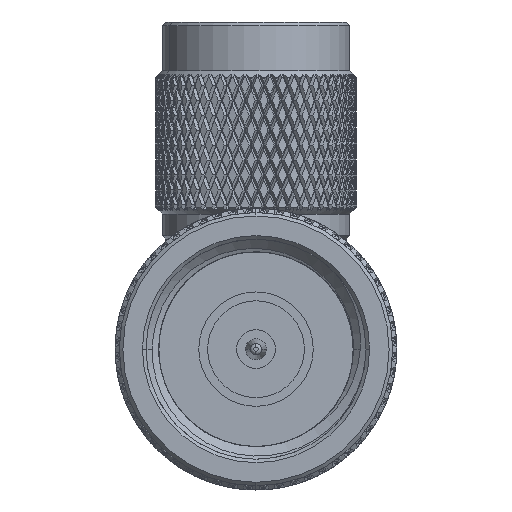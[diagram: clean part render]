
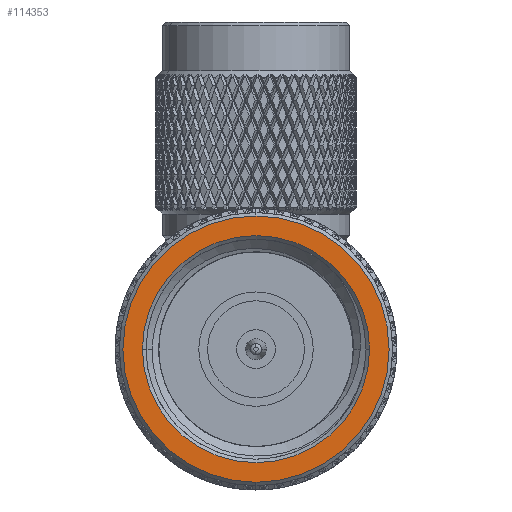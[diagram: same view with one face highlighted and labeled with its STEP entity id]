
A CAD part, left-side view. The second image highlights one B-rep face of the part: STEP entity #114353.
In plain terms, the highlighted planar face has unit normal (-1, 0, 0).
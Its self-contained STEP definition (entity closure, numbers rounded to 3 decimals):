
#3586 = CARTESIAN_POINT ( 'NONE',  ( 0., 0., 0. ) ) ;
#17009 = ORIENTED_EDGE ( 'NONE', *, *, #179302, .T. ) ;
#22235 = DIRECTION ( 'NONE',  ( -1., 0., 0. ) ) ;
#29023 = AXIS2_PLACEMENT_3D ( 'NONE', #3586, #143219, #124945 ) ;
#35919 = DIRECTION ( 'NONE',  ( 0., -1., 0. ) ) ;
#38772 = CIRCLE ( 'NONE', #29023, 9.603 ) ;
#43213 = CARTESIAN_POINT ( 'NONE',  ( 0., 9.603, 0. ) ) ;
#45865 = FACE_BOUND ( 'NONE', #155943, .T. ) ;
#47346 = DIRECTION ( 'NONE',  ( 1., 0., 0. ) ) ;
#47376 = EDGE_CURVE ( 'NONE', #149599, #167142, #103559, .T. ) ;
#49523 = EDGE_CURVE ( 'NONE', #133222, #180528, #97158, .T. ) ;
#54411 = EDGE_CURVE ( 'NONE', #180528, #133222, #38772, .T. ) ;
#60536 = CARTESIAN_POINT ( 'NONE',  ( 0., 0., 8.191 ) ) ;
#69552 = CARTESIAN_POINT ( 'NONE',  ( 0., 0., 0. ) ) ;
#71140 = ORIENTED_EDGE ( 'NONE', *, *, #47376, .T. ) ;
#74664 = DIRECTION ( 'NONE',  ( -1., 0., 0. ) ) ;
#76670 = ORIENTED_EDGE ( 'NONE', *, *, #54411, .T. ) ;
#77468 = PLANE ( 'NONE',  #181118 ) ;
#81039 = CIRCLE ( 'NONE', #168845, 8.191 ) ;
#87235 = AXIS2_PLACEMENT_3D ( 'NONE', #186928, #47346, #125757 ) ;
#97158 = CIRCLE ( 'NONE', #165467, 9.603 ) ;
#98642 = EDGE_LOOP ( 'NONE', ( #153804, #76670 ) ) ;
#98744 = DIRECTION ( 'NONE',  ( 0., -1., 0. ) ) ;
#103559 = CIRCLE ( 'NONE', #87235, 8.191 ) ;
#107241 = CARTESIAN_POINT ( 'NONE',  ( 0., 0., 0. ) ) ;
#114353 = ADVANCED_FACE ( 'NONE', ( #45865, #170142 ), #77468, .T. ) ;
#122200 = CARTESIAN_POINT ( 'NONE',  ( 0., -9.603, 0. ) ) ;
#124490 = DIRECTION ( 'NONE',  ( 0., -1., 0. ) ) ;
#124945 = DIRECTION ( 'NONE',  ( 0., -1., 0. ) ) ;
#125757 = DIRECTION ( 'NONE',  ( 0., -1., 0. ) ) ;
#133222 = VERTEX_POINT ( 'NONE', #43213 ) ;
#139553 = CARTESIAN_POINT ( 'NONE',  ( 0., 9.857, 0. ) ) ;
#143219 = DIRECTION ( 'NONE',  ( -1., 0., 0. ) ) ;
#149599 = VERTEX_POINT ( 'NONE', #60536 ) ;
#150201 = CARTESIAN_POINT ( 'NONE',  ( 0., 0., -8.191 ) ) ;
#153804 = ORIENTED_EDGE ( 'NONE', *, *, #49523, .T. ) ;
#155943 = EDGE_LOOP ( 'NONE', ( #71140, #17009 ) ) ;
#165467 = AXIS2_PLACEMENT_3D ( 'NONE', #107241, #74664, #124490 ) ;
#167142 = VERTEX_POINT ( 'NONE', #150201 ) ;
#168845 = AXIS2_PLACEMENT_3D ( 'NONE', #69552, #193858, #35919 ) ;
#170142 = FACE_OUTER_BOUND ( 'NONE', #98642, .T. ) ;
#179302 = EDGE_CURVE ( 'NONE', #167142, #149599, #81039, .T. ) ;
#180528 = VERTEX_POINT ( 'NONE', #122200 ) ;
#181118 = AXIS2_PLACEMENT_3D ( 'NONE', #139553, #22235, #98744 ) ;
#186928 = CARTESIAN_POINT ( 'NONE',  ( 0., 0., 0. ) ) ;
#193858 = DIRECTION ( 'NONE',  ( 1., 0., 0. ) ) ;
